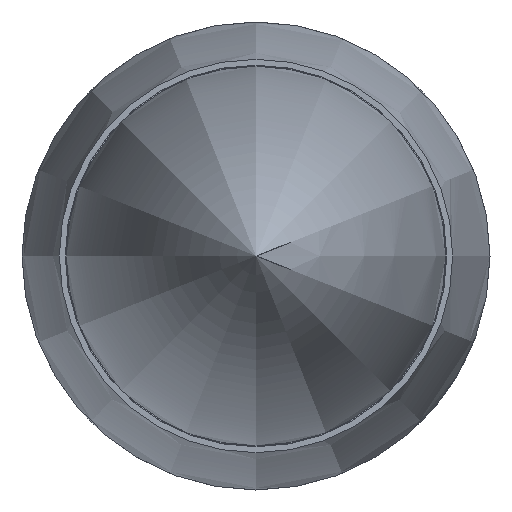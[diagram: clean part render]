
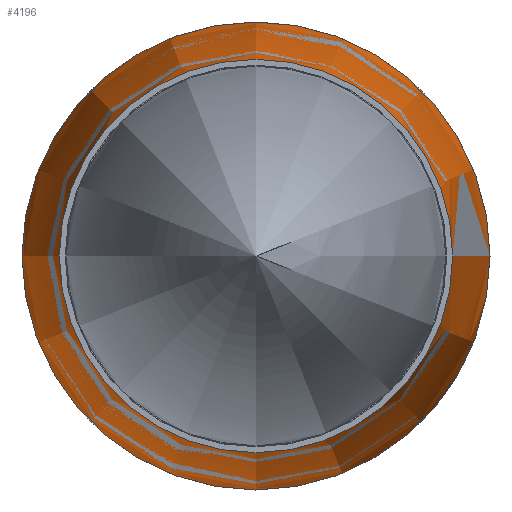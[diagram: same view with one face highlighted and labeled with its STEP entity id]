
A CAD part, front view. The second image highlights one B-rep face of the part: STEP entity #4196.
In plain terms, the highlighted free-form (B-spline) face has degree [5, 2] with [10, 9] control points.
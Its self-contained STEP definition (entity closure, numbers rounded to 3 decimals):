
#98=(
BOUNDED_CURVE()
B_SPLINE_CURVE(5,(#6691,#6692,#6693,#6694,#6695,#6696,#6697,#6698,#6699,
#6700),.UNSPECIFIED.,.F.,.F.)
B_SPLINE_CURVE_WITH_KNOTS((6,1,1,1,1,6),(0.,0.1,0.2,0.3,0.4,0.478),
 .UNSPECIFIED.)
CURVE()
GEOMETRIC_REPRESENTATION_ITEM()
RATIONAL_B_SPLINE_CURVE((1.,1.,1.,1.,1.,1.,1.,1.,1.,1.))
REPRESENTATION_ITEM('')
);
#103=(
BOUNDED_SURFACE()
B_SPLINE_SURFACE(5,2,((#6601,#6602,#6603,#6604,#6605,#6606,#6607,#6608,
#6609),(#6610,#6611,#6612,#6613,#6614,#6615,#6616,#6617,#6618),(#6619,#6620,
#6621,#6622,#6623,#6624,#6625,#6626,#6627),(#6628,#6629,#6630,#6631,#6632,
#6633,#6634,#6635,#6636),(#6637,#6638,#6639,#6640,#6641,#6642,#6643,#6644,
#6645),(#6646,#6647,#6648,#6649,#6650,#6651,#6652,#6653,#6654),(#6655,#6656,
#6657,#6658,#6659,#6660,#6661,#6662,#6663),(#6664,#6665,#6666,#6667,#6668,
#6669,#6670,#6671,#6672),(#6673,#6674,#6675,#6676,#6677,#6678,#6679,#6680,
#6681),(#6682,#6683,#6684,#6685,#6686,#6687,#6688,#6689,#6690)),
 .UNSPECIFIED.,.F.,.T.,.F.)
B_SPLINE_SURFACE_WITH_KNOTS((6,1,1,1,1,6),(3,2,2,2,3),(-0.478,
-0.4,-0.3,-0.2,-0.1,0.),(0.,1.571,3.142,4.712,
6.283),.UNSPECIFIED.)
GEOMETRIC_REPRESENTATION_ITEM()
RATIONAL_B_SPLINE_SURFACE(((1.,0.707,1.,0.707,1.,
0.707,1.,0.707,1.),(1.,0.707,1.,0.707,
1.,0.707,1.,0.707,1.),(1.,0.707,1.,
0.707,1.,0.707,1.,0.707,1.),(1.,0.707,
1.,0.707,1.,0.707,1.,0.707,1.),(1.,
0.707,1.,0.707,1.,0.707,1.,0.707,
1.),(1.,0.707,1.,0.707,1.,0.707,1.,
0.707,1.),(1.,0.707,1.,0.707,1.,0.707,
1.,0.707,1.),(1.,0.707,1.,0.707,1.,
0.707,1.,0.707,1.),(1.,0.707,1.,0.707,
1.,0.707,1.,0.707,1.),(1.,0.707,1.,
0.707,1.,0.707,1.,0.707,1.)))
REPRESENTATION_ITEM('')
SURFACE()
);
#1095=FACE_OUTER_BOUND('',#1325,.T.);
#1325=EDGE_LOOP('',(#2836,#2837,#2838,#2839));
#1573=CIRCLE('',#4439,39.5);
#1577=CIRCLE('',#4452,47.);
#1713=VERTEX_POINT('',#6381);
#1726=VERTEX_POINT('',#6597);
#2146=EDGE_CURVE('',#1713,#1713,#1573,.T.);
#2166=EDGE_CURVE('',#1726,#1726,#1577,.T.);
#2168=EDGE_CURVE('',#1726,#1713,#98,.T.);
#2836=ORIENTED_EDGE('',*,*,#2168,.F.);
#2837=ORIENTED_EDGE('',*,*,#2166,.T.);
#2838=ORIENTED_EDGE('',*,*,#2168,.T.);
#2839=ORIENTED_EDGE('',*,*,#2146,.F.);
#4196=ADVANCED_FACE('',(#1095),#103,.T.);
#4439=AXIS2_PLACEMENT_3D('',#6382,#4805,#4806);
#4452=AXIS2_PLACEMENT_3D('',#6598,#4838,#4839);
#4805=DIRECTION('center_axis',(0.,0.,1.));
#4806=DIRECTION('ref_axis',(1.,0.,0.));
#4838=DIRECTION('center_axis',(0.,0.,1.));
#4839=DIRECTION('ref_axis',(1.,0.,0.));
#6381=CARTESIAN_POINT('',(39.5,0.,130.41));
#6382=CARTESIAN_POINT('Origin',(0.,0.,130.41));
#6597=CARTESIAN_POINT('',(47.,0.,70.41));
#6598=CARTESIAN_POINT('Origin',(0.,0.,70.41));
#6601=CARTESIAN_POINT('Ctrl Pts',(39.5,0.,130.41));
#6602=CARTESIAN_POINT('Ctrl Pts',(39.5,39.5,130.41));
#6603=CARTESIAN_POINT('Ctrl Pts',(0.,39.5,130.41));
#6604=CARTESIAN_POINT('Ctrl Pts',(-39.5,39.5,130.41));
#6605=CARTESIAN_POINT('Ctrl Pts',(-39.5,0.,130.41));
#6606=CARTESIAN_POINT('Ctrl Pts',(-39.5,-39.5,130.41));
#6607=CARTESIAN_POINT('Ctrl Pts',(0.,-39.5,130.41));
#6608=CARTESIAN_POINT('Ctrl Pts',(39.5,-39.5,130.41));
#6609=CARTESIAN_POINT('Ctrl Pts',(39.5,0.,130.41));
#6610=CARTESIAN_POINT('Ctrl Pts',(39.909,0.,128.391));
#6611=CARTESIAN_POINT('Ctrl Pts',(39.909,39.909,128.391));
#6612=CARTESIAN_POINT('Ctrl Pts',(0.,39.909,128.391));
#6613=CARTESIAN_POINT('Ctrl Pts',(-39.909,39.909,128.391));
#6614=CARTESIAN_POINT('Ctrl Pts',(-39.909,0.,128.391));
#6615=CARTESIAN_POINT('Ctrl Pts',(-39.909,-39.909,128.391));
#6616=CARTESIAN_POINT('Ctrl Pts',(0.,-39.909,128.391));
#6617=CARTESIAN_POINT('Ctrl Pts',(39.909,-39.909,128.391));
#6618=CARTESIAN_POINT('Ctrl Pts',(39.909,0.,128.391));
#6619=CARTESIAN_POINT('Ctrl Pts',(40.809,0.,123.797));
#6620=CARTESIAN_POINT('Ctrl Pts',(40.809,40.809,123.797));
#6621=CARTESIAN_POINT('Ctrl Pts',(0.,40.809,123.797));
#6622=CARTESIAN_POINT('Ctrl Pts',(-40.809,40.809,123.797));
#6623=CARTESIAN_POINT('Ctrl Pts',(-40.809,0.,123.797));
#6624=CARTESIAN_POINT('Ctrl Pts',(-40.809,-40.809,123.797));
#6625=CARTESIAN_POINT('Ctrl Pts',(0.,-40.809,123.797));
#6626=CARTESIAN_POINT('Ctrl Pts',(40.809,-40.809,123.797));
#6627=CARTESIAN_POINT('Ctrl Pts',(40.809,0.,123.797));
#6628=CARTESIAN_POINT('Ctrl Pts',(42.097,0.,116.667));
#6629=CARTESIAN_POINT('Ctrl Pts',(42.097,42.097,116.667));
#6630=CARTESIAN_POINT('Ctrl Pts',(0.,42.097,116.667));
#6631=CARTESIAN_POINT('Ctrl Pts',(-42.097,42.097,116.667));
#6632=CARTESIAN_POINT('Ctrl Pts',(-42.097,0.,116.667));
#6633=CARTESIAN_POINT('Ctrl Pts',(-42.097,-42.097,116.667));
#6634=CARTESIAN_POINT('Ctrl Pts',(0.,-42.097,116.667));
#6635=CARTESIAN_POINT('Ctrl Pts',(42.097,-42.097,116.667));
#6636=CARTESIAN_POINT('Ctrl Pts',(42.097,0.,116.667));
#6637=CARTESIAN_POINT('Ctrl Pts',(43.603,0.,107.061));
#6638=CARTESIAN_POINT('Ctrl Pts',(43.603,43.603,107.061));
#6639=CARTESIAN_POINT('Ctrl Pts',(0.,43.603,107.061));
#6640=CARTESIAN_POINT('Ctrl Pts',(-43.603,43.603,107.061));
#6641=CARTESIAN_POINT('Ctrl Pts',(-43.603,0.,107.061));
#6642=CARTESIAN_POINT('Ctrl Pts',(-43.603,-43.603,107.061));
#6643=CARTESIAN_POINT('Ctrl Pts',(0.,-43.603,107.061));
#6644=CARTESIAN_POINT('Ctrl Pts',(43.603,-43.603,107.061));
#6645=CARTESIAN_POINT('Ctrl Pts',(43.603,0.,107.061));
#6646=CARTESIAN_POINT('Ctrl Pts',(45.114,0.,95.057));
#6647=CARTESIAN_POINT('Ctrl Pts',(45.114,45.114,95.057));
#6648=CARTESIAN_POINT('Ctrl Pts',(0.,45.114,95.057));
#6649=CARTESIAN_POINT('Ctrl Pts',(-45.114,45.114,95.057));
#6650=CARTESIAN_POINT('Ctrl Pts',(-45.114,0.,95.057));
#6651=CARTESIAN_POINT('Ctrl Pts',(-45.114,-45.114,95.057));
#6652=CARTESIAN_POINT('Ctrl Pts',(0.,-45.114,95.057));
#6653=CARTESIAN_POINT('Ctrl Pts',(45.114,-45.114,95.057));
#6654=CARTESIAN_POINT('Ctrl Pts',(45.114,0.,95.057));
#6655=CARTESIAN_POINT('Ctrl Pts',(46.057,0.,85.13));
#6656=CARTESIAN_POINT('Ctrl Pts',(46.057,46.057,85.13));
#6657=CARTESIAN_POINT('Ctrl Pts',(0.,46.057,85.13));
#6658=CARTESIAN_POINT('Ctrl Pts',(-46.057,46.057,85.13));
#6659=CARTESIAN_POINT('Ctrl Pts',(-46.057,0.,85.13));
#6660=CARTESIAN_POINT('Ctrl Pts',(-46.057,-46.057,85.13));
#6661=CARTESIAN_POINT('Ctrl Pts',(0.,-46.057,85.13));
#6662=CARTESIAN_POINT('Ctrl Pts',(46.057,-46.057,85.13));
#6663=CARTESIAN_POINT('Ctrl Pts',(46.057,0.,85.13));
#6664=CARTESIAN_POINT('Ctrl Pts',(46.593,0.,77.747));
#6665=CARTESIAN_POINT('Ctrl Pts',(46.593,46.593,77.747));
#6666=CARTESIAN_POINT('Ctrl Pts',(0.,46.593,77.747));
#6667=CARTESIAN_POINT('Ctrl Pts',(-46.593,46.593,77.747));
#6668=CARTESIAN_POINT('Ctrl Pts',(-46.593,0.,77.747));
#6669=CARTESIAN_POINT('Ctrl Pts',(-46.593,-46.593,77.747));
#6670=CARTESIAN_POINT('Ctrl Pts',(0.,-46.593,77.747));
#6671=CARTESIAN_POINT('Ctrl Pts',(46.593,-46.593,77.747));
#6672=CARTESIAN_POINT('Ctrl Pts',(46.593,0.,77.747));
#6673=CARTESIAN_POINT('Ctrl Pts',(46.877,0.,72.851));
#6674=CARTESIAN_POINT('Ctrl Pts',(46.877,46.877,72.851));
#6675=CARTESIAN_POINT('Ctrl Pts',(0.,46.877,72.851));
#6676=CARTESIAN_POINT('Ctrl Pts',(-46.877,46.877,72.851));
#6677=CARTESIAN_POINT('Ctrl Pts',(-46.877,0.,72.851));
#6678=CARTESIAN_POINT('Ctrl Pts',(-46.877,-46.877,72.851));
#6679=CARTESIAN_POINT('Ctrl Pts',(0.,-46.877,72.851));
#6680=CARTESIAN_POINT('Ctrl Pts',(46.877,-46.877,72.851));
#6681=CARTESIAN_POINT('Ctrl Pts',(46.877,0.,72.851));
#6682=CARTESIAN_POINT('Ctrl Pts',(47.,0.,70.41));
#6683=CARTESIAN_POINT('Ctrl Pts',(47.,47.,70.41));
#6684=CARTESIAN_POINT('Ctrl Pts',(0.,47.,70.41));
#6685=CARTESIAN_POINT('Ctrl Pts',(-47.,47.,70.41));
#6686=CARTESIAN_POINT('Ctrl Pts',(-47.,0.,70.41));
#6687=CARTESIAN_POINT('Ctrl Pts',(-47.,-47.,70.41));
#6688=CARTESIAN_POINT('Ctrl Pts',(0.,-47.,70.41));
#6689=CARTESIAN_POINT('Ctrl Pts',(47.,-47.,70.41));
#6690=CARTESIAN_POINT('Ctrl Pts',(47.,0.,70.41));
#6691=CARTESIAN_POINT('Ctrl Pts',(47.,0.,70.41));
#6692=CARTESIAN_POINT('Ctrl Pts',(46.877,0.,72.851));
#6693=CARTESIAN_POINT('Ctrl Pts',(46.593,0.,77.747));
#6694=CARTESIAN_POINT('Ctrl Pts',(46.057,0.,85.13));
#6695=CARTESIAN_POINT('Ctrl Pts',(45.114,0.,95.057));
#6696=CARTESIAN_POINT('Ctrl Pts',(43.603,0.,107.061));
#6697=CARTESIAN_POINT('Ctrl Pts',(42.097,0.,116.667));
#6698=CARTESIAN_POINT('Ctrl Pts',(40.809,0.,123.797));
#6699=CARTESIAN_POINT('Ctrl Pts',(39.909,0.,128.391));
#6700=CARTESIAN_POINT('Ctrl Pts',(39.5,0.,130.41));
